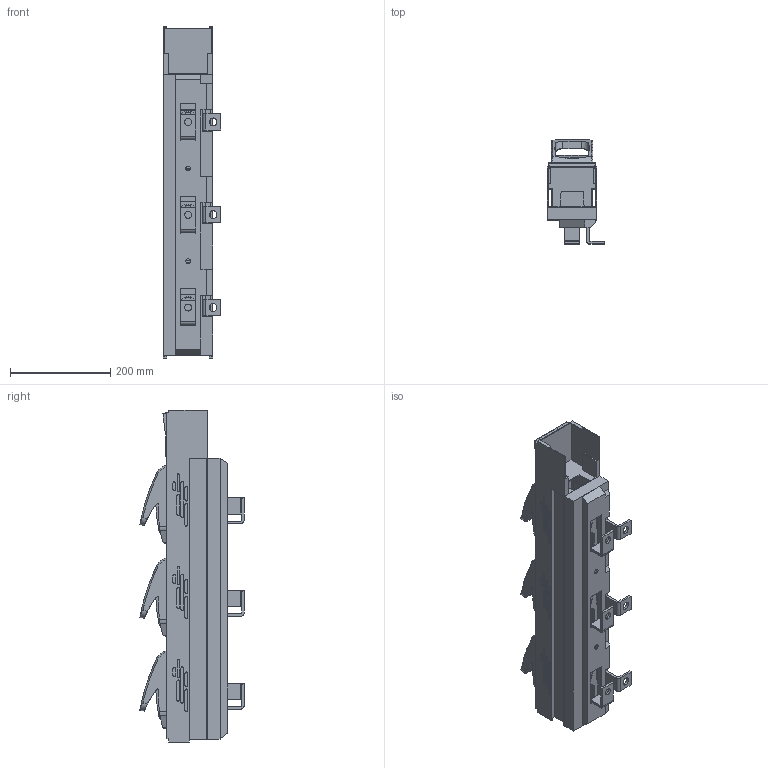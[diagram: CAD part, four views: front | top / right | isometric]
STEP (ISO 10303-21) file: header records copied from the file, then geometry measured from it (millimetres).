
FILE_DESCRIPTION(/* description */ (''),/* implementation_level */ '2;1');
FILE_NAME(/* name */ '3.stp',/* time_stamp */ '2016-06-23T10:11:59+08:00',/* author */ (''),/* organization */ (''),/* preprocessor_version */ 'ST-DEVELOPER v16',/* originating_system */ 'SIEMENS PLM Software NX 10.0',/* authorisation */ '');
FILE_SCHEMA (('AUTOMOTIVE_DESIGN { 1 0 10303 214 3 1 1 1 }'));
Length unit declared in the file: millimetre
Products named in the file (1): 3
Bounding box: 114.5 x 207.83 x 662 mm (x, y, z)
Volume: 1526128.1 mm3; surface area: 870652.3 mm2
Topology: 9 solids, 9 shells, 1137 faces, 3165 edges, 2102 vertices
Faces by surface type: plane 772, cylinder 267, extrusion 86, torus 12
Full cylindrical faces by diameter (mm): 9.4 x2, 14 x3, 40 x3, 44 x3
Entity records: 40150 total; most frequent: CARTESIAN_POINT 10201, ORIENTED_EDGE 6308, DIRECTION 5392, EDGE_CURVE 3154, VECTOR 2250, LINE 2164, VERTEX_POINT 2102, AXIS2_PLACEMENT_3D 1571
